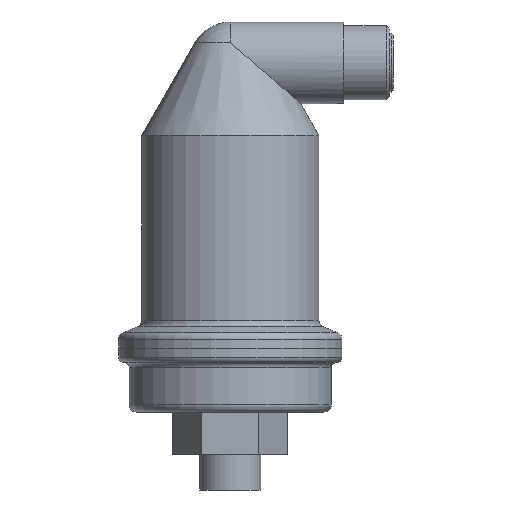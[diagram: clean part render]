
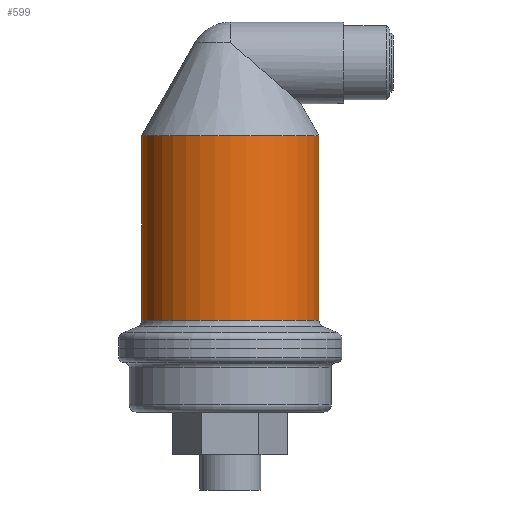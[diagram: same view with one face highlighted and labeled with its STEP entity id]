
A CAD part, front view. The second image highlights one B-rep face of the part: STEP entity #599.
In plain terms, the highlighted cylindrical face has radius 25 mm (diameter 50 mm), a full revolution.
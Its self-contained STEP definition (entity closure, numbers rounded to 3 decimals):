
#128=FACE_BOUND($,#247,.T.);
#139=CYLINDRICAL_SURFACE($,#675,25.);
#180=FACE_OUTER_BOUND($,#246,.T.);
#246=EDGE_LOOP($,(#526));
#247=EDGE_LOOP($,(#527));
#279=CIRCLE($,#674,25.);
#280=CIRCLE($,#676,25.);
#331=VERTEX_POINT($,#1137);
#332=VERTEX_POINT($,#1140);
#398=EDGE_CURVE($,#331,#331,#279,.T.);
#399=EDGE_CURVE($,#332,#332,#280,.T.);
#526=ORIENTED_EDGE($,*,*,#398,.T.);
#527=ORIENTED_EDGE($,*,*,#399,.F.);
#599=ADVANCED_FACE($,(#180,#128),#139,.T.);
#674=AXIS2_PLACEMENT_3D($,#1138,#852,#853);
#675=AXIS2_PLACEMENT_3D($,#1139,#854,#855);
#676=AXIS2_PLACEMENT_3D($,#1141,#856,#857);
#852=DIRECTION('center_axis',(0.,0.,
1.));
#853=DIRECTION('ref_axis',(-1.,0.,0.));
#854=DIRECTION('center_axis',(0.,0.,
1.));
#855=DIRECTION('ref_axis',(1.,0.,0.));
#856=DIRECTION('center_axis',(0.,0.,
1.));
#857=DIRECTION('ref_axis',(1.,0.,0.));
#1137=CARTESIAN_POINT('',(25.,0.,37.858));
#1138=CARTESIAN_POINT('Origin',(0.,0.,37.858));
#1139=CARTESIAN_POINT('Origin',(0.,0.,63.894));
#1140=CARTESIAN_POINT('',(25.,0.,89.931));
#1141=CARTESIAN_POINT('Origin',(0.,0.,89.931));
